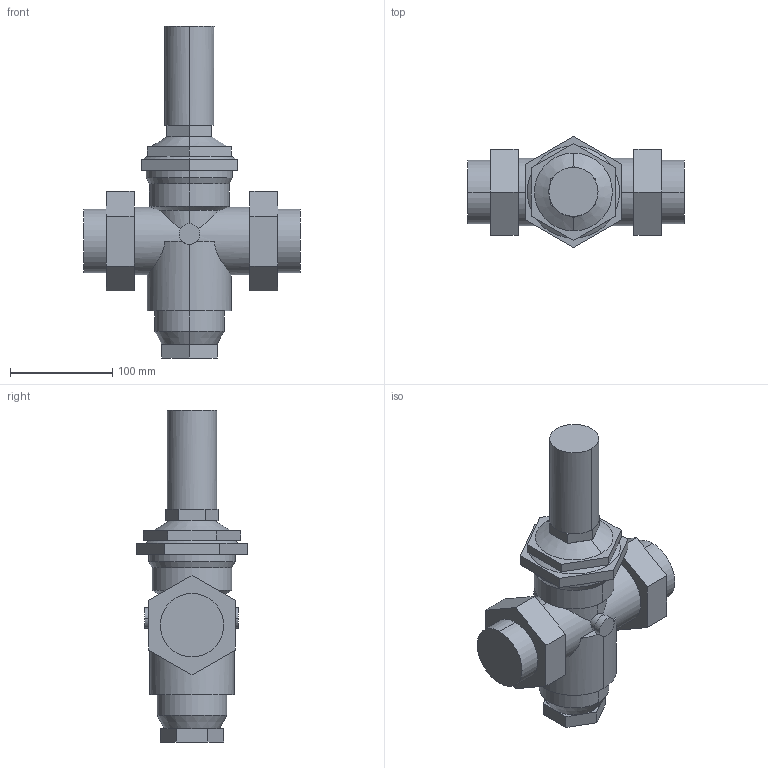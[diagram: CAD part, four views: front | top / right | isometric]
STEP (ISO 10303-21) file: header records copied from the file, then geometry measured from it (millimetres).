
FILE_DESCRIPTION(('no description'),'unknown implementation level');
FILE_NAME('Honeywell_D06FN-2B_3D.stp',' ',('pit-cup GmbH'),('ccLab - KiM Gmbh - www.kimweb.de'),'unknown preprocess','ACIS','unknown authorization');
FILE_SCHEMA(('automotive_design'));
Length unit declared in the file: millimetre
Products named in the file (1): 1
Bounding box: 211 x 108.54 x 324 mm (x, y, z)
Volume: 1804233.7 mm3; surface area: 130719.5 mm2
Topology: 1 solids, 1 shells, 128 faces, 314 edges, 196 vertices
Faces by surface type: plane 86, cylinder 32, cone 10
Entity records: 8154 total; most frequent: CARTESIAN_POINT 1519, STYLED_ITEM 639, PRESENTATION_STYLE_ASSIGNMENT 639, COLOUR_RGB 639, DIRECTION 638, ORIENTED_EDGE 628, EDGE_CURVE 314, CURVE_STYLE 314
